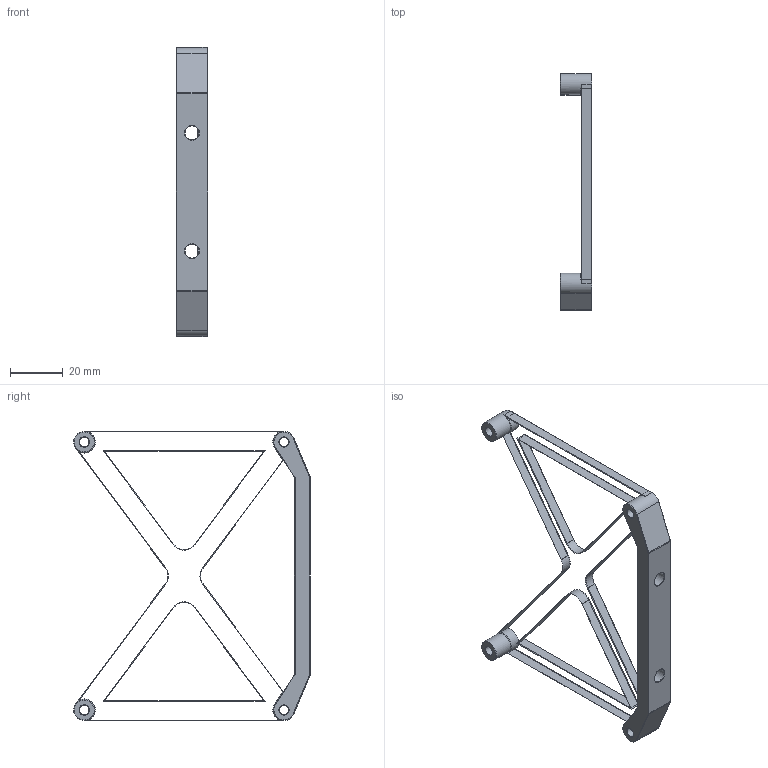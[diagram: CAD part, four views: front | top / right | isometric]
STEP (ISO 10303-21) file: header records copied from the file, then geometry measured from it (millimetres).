
FILE_DESCRIPTION(/* description */ (''),/* implementation_level */ '2;1');
FILE_NAME(/* name */ '',/* time_stamp */ '2023-08-25T10:55:50+08:00',/* author */ (''),/* organization */ (''),/* preprocessor_version */ 'ST-DEVELOPER v20',/* originating_system */ 'Autodesk Translation Framework v12.9.0.99',/* authorisation */ '');
FILE_SCHEMA (('AUTOMOTIVE_DESIGN { 1 0 10303 214 3 1 1 }'));
Length unit declared in the file: millimetre
Products named in the file (1): mks gen_l v2.1固定底座
Bounding box: 12 x 90 x 110 mm (x, y, z)
Volume: 9465.6 mm3; surface area: 11181.9 mm2
Topology: 3 solids, 3 shells, 160 faces, 340 edges, 178 vertices
Faces by surface type: plane 106, cone 32, cylinder 22
Full cylindrical faces by diameter (mm): 3.5 x2, 3.6 x2, 5.3 x2, 8 x2
Entity records: 4157 total; most frequent: DIRECTION 732, CARTESIAN_POINT 691, ORIENTED_EDGE 680, EDGE_CURVE 340, LINE 258, VECTOR 258, AXIS2_PLACEMENT_3D 237, VERTEX_POINT 178
